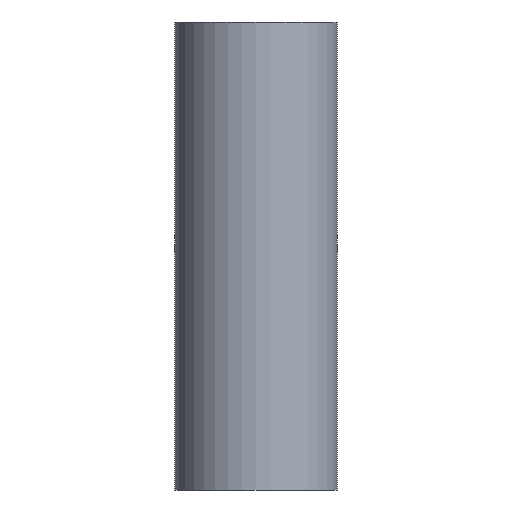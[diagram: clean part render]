
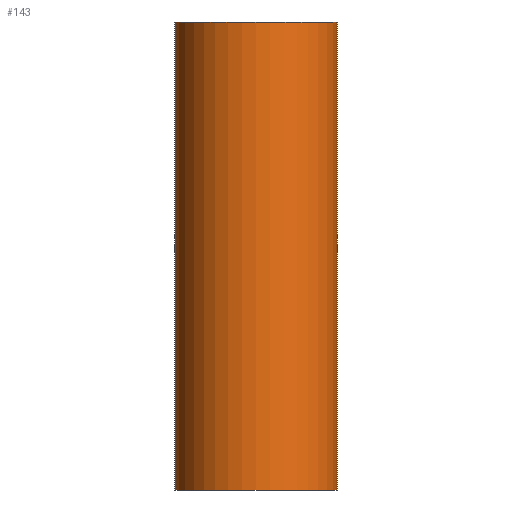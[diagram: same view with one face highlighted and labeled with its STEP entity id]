
A CAD part, front view. The second image highlights one B-rep face of the part: STEP entity #143.
In plain terms, the highlighted cylindrical face has radius 55 mm (diameter 110 mm), a partial arc.
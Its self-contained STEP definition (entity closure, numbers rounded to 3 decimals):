
#3 = DIRECTION ( 'NONE',  ( 0., 0., 1. ) ) ;
#9 = DIRECTION ( 'NONE',  ( 0., 0., 1. ) ) ;
#21 = VECTOR ( 'NONE', #9, 1000. ) ;
#22 = VERTEX_POINT ( 'NONE', #39 ) ;
#33 = AXIS2_PLACEMENT_3D ( 'NONE', #247, #3, #298 ) ;
#38 = CARTESIAN_POINT ( 'NONE',  ( 3404.879, 1740.384, 0. ) ) ;
#39 = CARTESIAN_POINT ( 'NONE',  ( 3404.879, 1740.384, -316. ) ) ;
#47 = CARTESIAN_POINT ( 'NONE',  ( 3294.879, 1740.384, -316. ) ) ;
#65 = AXIS2_PLACEMENT_3D ( 'NONE', #116, #115, #195 ) ;
#80 = VERTEX_POINT ( 'NONE', #38 ) ;
#81 = ORIENTED_EDGE ( 'NONE', *, *, #154, .F. ) ;
#86 = DIRECTION ( 'NONE',  ( 1., 0., 0. ) ) ;
#90 = VECTOR ( 'NONE', #129, 1000. ) ;
#98 = EDGE_CURVE ( 'NONE', #166, #136, #255, .T. ) ;
#113 = CARTESIAN_POINT ( 'NONE',  ( 3294.879, 1740.384, -471.563 ) ) ;
#115 = DIRECTION ( 'NONE',  ( 0., 0., 1. ) ) ;
#116 = CARTESIAN_POINT ( 'NONE',  ( 3349.879, 1740.384, 0. ) ) ;
#129 = DIRECTION ( 'NONE',  ( 0., 0., 1. ) ) ;
#136 = VERTEX_POINT ( 'NONE', #198 ) ;
#137 = EDGE_CURVE ( 'NONE', #22, #166, #333, .T. ) ;
#138 = EDGE_LOOP ( 'NONE', ( #341, #244, #291, #81 ) ) ;
#143 = ADVANCED_FACE ( 'NONE', ( #223 ), #302, .T. ) ;
#154 = EDGE_CURVE ( 'NONE', #136, #80, #316, .T. ) ;
#158 = AXIS2_PLACEMENT_3D ( 'NONE', #251, #170, #86 ) ;
#166 = VERTEX_POINT ( 'NONE', #47 ) ;
#170 = DIRECTION ( 'NONE',  ( 0., 0., -1. ) ) ;
#195 = DIRECTION ( 'NONE',  ( 1., 0., 0. ) ) ;
#198 = CARTESIAN_POINT ( 'NONE',  ( 3294.879, 1740.384, 0. ) ) ;
#199 = CARTESIAN_POINT ( 'NONE',  ( 3404.879, 1740.384, -471.563 ) ) ;
#223 = FACE_OUTER_BOUND ( 'NONE', #138, .T. ) ;
#244 = ORIENTED_EDGE ( 'NONE', *, *, #137, .F. ) ;
#247 = CARTESIAN_POINT ( 'NONE',  ( 3349.879, 1740.384, -471.563 ) ) ;
#251 = CARTESIAN_POINT ( 'NONE',  ( 3349.879, 1740.384, -316. ) ) ;
#255 = LINE ( 'NONE', #113, #21 ) ;
#291 = ORIENTED_EDGE ( 'NONE', *, *, #293, .T. ) ;
#293 = EDGE_CURVE ( 'NONE', #22, #80, #332, .T. ) ;
#298 = DIRECTION ( 'NONE',  ( 1., 0., 0. ) ) ;
#302 = CYLINDRICAL_SURFACE ( 'NONE', #33, 55. ) ;
#316 = CIRCLE ( 'NONE', #65, 55. ) ;
#332 = LINE ( 'NONE', #199, #90 ) ;
#333 = CIRCLE ( 'NONE', #158, 55. ) ;
#341 = ORIENTED_EDGE ( 'NONE', *, *, #98, .F. ) ;
